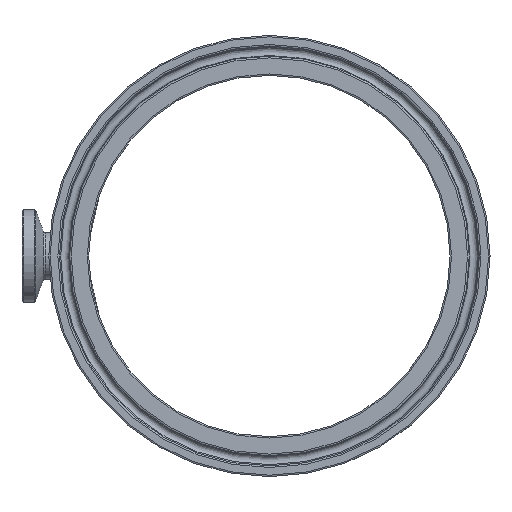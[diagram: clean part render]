
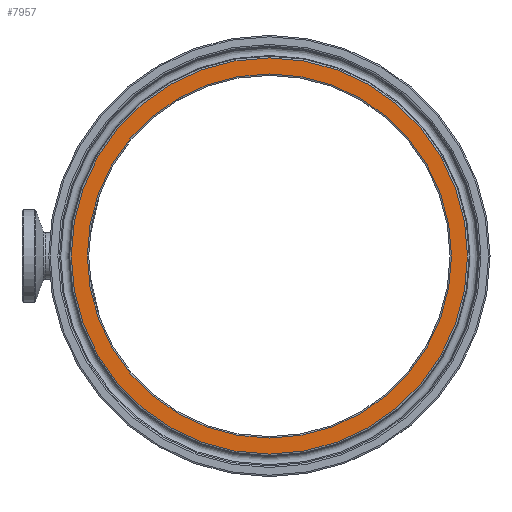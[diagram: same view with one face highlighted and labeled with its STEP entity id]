
A CAD part, left-side view. The second image highlights one B-rep face of the part: STEP entity #7957.
In plain terms, the highlighted planar face has unit normal (-1, 0, 0).
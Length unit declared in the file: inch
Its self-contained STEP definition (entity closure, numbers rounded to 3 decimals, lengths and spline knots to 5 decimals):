
#179=FACE_BOUND('',#1533,.T.);
#376=PLANE('',#8446);
#1001=FACE_OUTER_BOUND('',#1532,.T.);
#1532=EDGE_LOOP('',(#7323));
#1533=EDGE_LOOP('',(#7324));
#2779=CIRCLE('',#8445,1.932);
#2780=CIRCLE('',#8447,2.10216);
#3941=VERTEX_POINT('',#17188);
#3942=VERTEX_POINT('',#17191);
#5078=EDGE_CURVE('',#3941,#3941,#2779,.T.);
#5079=EDGE_CURVE('',#3942,#3942,#2780,.T.);
#7323=ORIENTED_EDGE('',*,*,#5079,.F.);
#7324=ORIENTED_EDGE('',*,*,#5078,.F.);
#7957=ADVANCED_FACE('',(#1001,#179),#376,.T.);
#8445=AXIS2_PLACEMENT_3D('',#17189,#9928,#9929);
#8446=AXIS2_PLACEMENT_3D('',#17190,#9930,#9931);
#8447=AXIS2_PLACEMENT_3D('',#17192,#9932,#9933);
#9928=DIRECTION('center_axis',(-1.,0.,0.));
#9929=DIRECTION('ref_axis',(0.,-1.,0.));
#9930=DIRECTION('center_axis',(-1.,0.,0.));
#9931=DIRECTION('ref_axis',(0.,0.,1.));
#9932=DIRECTION('center_axis',(1.,0.,0.));
#9933=DIRECTION('ref_axis',(0.,-1.,0.));
#17188=CARTESIAN_POINT('',(0.005,1.932,0.));
#17189=CARTESIAN_POINT('Origin',(0.005,0.,
0.));
#17190=CARTESIAN_POINT('Origin',(0.005,2.11616,0.));
#17191=CARTESIAN_POINT('',(0.005,2.10216,0.));
#17192=CARTESIAN_POINT('Origin',(0.005,0.,
0.));
